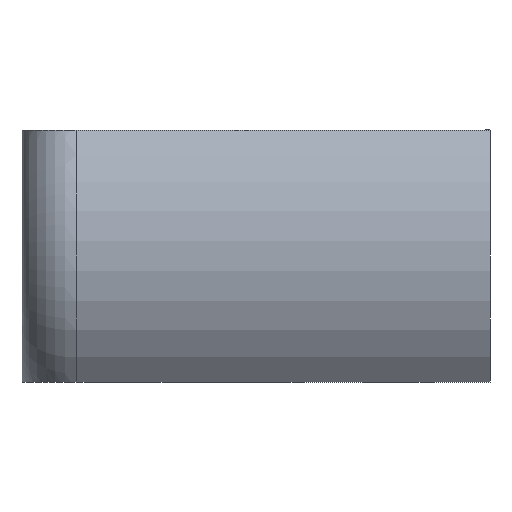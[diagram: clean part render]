
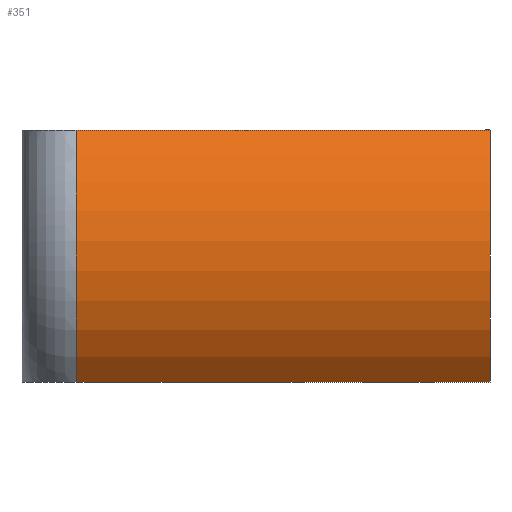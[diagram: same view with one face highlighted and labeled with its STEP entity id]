
A CAD part, front view. The second image highlights one B-rep face of the part: STEP entity #351.
In plain terms, the highlighted cylindrical face has radius 10.63 mm (diameter 21.26 mm), a partial arc.
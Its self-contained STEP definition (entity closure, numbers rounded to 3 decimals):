
#108=CARTESIAN_POINT('Vertex',(23.,-9.75,7.)) ;
#111=CARTESIAN_POINT('Axis2P3D Location',(23.,-1.75,0.)) ;
#115=CARTESIAN_POINT('Vertex',(23.,-9.75,-7.)) ;
#270=CARTESIAN_POINT('Vertex',(0.,-9.75,7.)) ;
#273=CARTESIAN_POINT('Line Origine',(11.5,-9.75,7.)) ;
#328=CARTESIAN_POINT('Axis2P3D Location',(-1.5,-1.75,0.)) ;
#333=CARTESIAN_POINT('Line Origine',(-1.5,-9.75,-7.)) ;
#337=CARTESIAN_POINT('Vertex',(0.,-9.75,-7.)) ;
#340=CARTESIAN_POINT('Axis2P3D Location',(0.,-1.75,0.)) ;
#112=DIRECTION('Axis2P3D Direction',(1.,0.,0.)) ;
#274=DIRECTION('Vector Direction',(1.,0.,0.)) ;
#329=DIRECTION('Axis2P3D Direction',(-1.,-0.,0.)) ;
#330=DIRECTION('Axis2P3D XDirection',(0.,-0.753,-0.659)) ;
#334=DIRECTION('Vector Direction',(-1.,0.,0.)) ;
#341=DIRECTION('Axis2P3D Direction',(-1.,-0.,0.)) ;
#113=AXIS2_PLACEMENT_3D('Circle Axis2P3D',#111,#112,$) ;
#331=AXIS2_PLACEMENT_3D('Cylinder Axis2P3D',#328,#329,#330) ;
#342=AXIS2_PLACEMENT_3D('Circle Axis2P3D',#340,#341,$) ;
#346=ORIENTED_EDGE('',*,*,#339,.T.) ;
#347=ORIENTED_EDGE('',*,*,#117,.F.) ;
#348=ORIENTED_EDGE('',*,*,#277,.F.) ;
#349=ORIENTED_EDGE('',*,*,#344,.F.) ;
#275=VECTOR('Line Direction',#274,1.) ;
#335=VECTOR('Line Direction',#334,1.) ;
#351=ADVANCED_FACE('PartBody',(#350),#332,.T.) ;
#114=CIRCLE('generated circle',#113,10.63) ;
#343=CIRCLE('generated circle',#342,10.63) ;
#332=CYLINDRICAL_SURFACE('generated cylinder',#331,10.63) ;
#117=EDGE_CURVE('',#109,#116,#114,.T.) ;
#277=EDGE_CURVE('',#271,#109,#276,.T.) ;
#339=EDGE_CURVE('',#338,#116,#336,.F.) ;
#344=EDGE_CURVE('',#338,#271,#343,.T.) ;
#345=EDGE_LOOP('',(#346,#347,#348,#349)) ;
#350=FACE_OUTER_BOUND('',#345,.T.) ;
#276=LINE('Line',#273,#275) ;
#336=LINE('Line',#333,#335) ;
#109=VERTEX_POINT('',#108) ;
#116=VERTEX_POINT('',#115) ;
#271=VERTEX_POINT('',#270) ;
#338=VERTEX_POINT('',#337) ;
